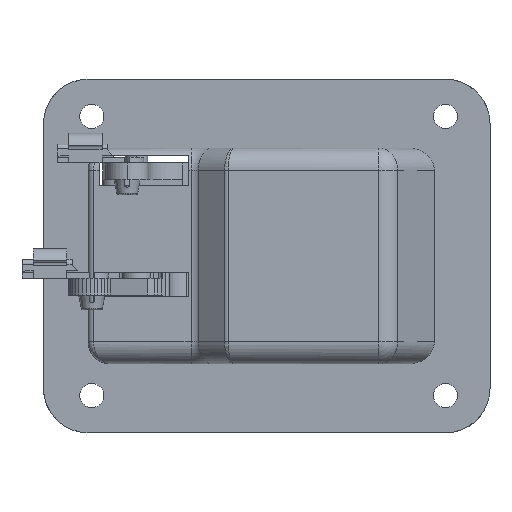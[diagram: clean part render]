
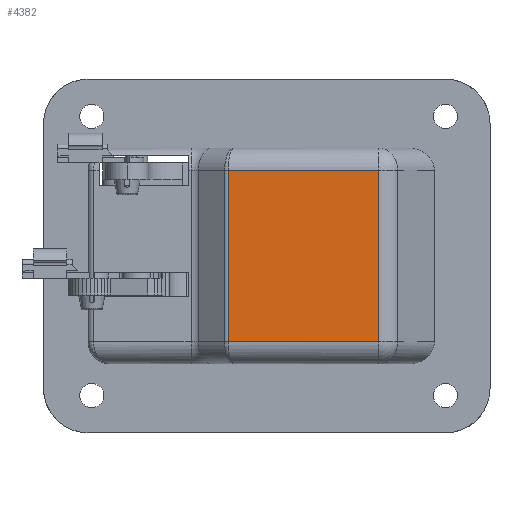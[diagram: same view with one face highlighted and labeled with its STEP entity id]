
A CAD part, front view. The second image highlights one B-rep face of the part: STEP entity #4382.
In plain terms, the highlighted planar face has unit normal (0, -1, 0).
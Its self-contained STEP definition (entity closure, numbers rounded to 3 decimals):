
#4321 = VERTEX_POINT ( 'NONE', #7023 ) ;
#4323 = EDGE_CURVE ( 'NONE', #4324, #4321, #7022, .T. ) ;
#4324 = VERTEX_POINT ( 'NONE', #7079 ) ;
#4327 = EDGE_LOOP ( 'NONE', ( #4383, #4384, #4387, #4390 ) ) ;
#4382 = ADVANCED_FACE ( 'NONE', ( #7699 ), #7698, .F. ) ;
#4383 = ORIENTED_EDGE ( 'NONE', *, *, #4323, .T. ) ;
#4384 = ORIENTED_EDGE ( 'NONE', *, *, #4385, .T. ) ;
#4385 = EDGE_CURVE ( 'NONE', #4321, #4386, #7693, .T. ) ;
#4386 = VERTEX_POINT ( 'NONE', #7689 ) ;
#4387 = ORIENTED_EDGE ( 'NONE', *, *, #4388, .F. ) ;
#4388 = EDGE_CURVE ( 'NONE', #4389, #4386, #7688, .T. ) ;
#4389 = VERTEX_POINT ( 'NONE', #7684 ) ;
#4390 = ORIENTED_EDGE ( 'NONE', *, *, #4391, .T. ) ;
#4391 = EDGE_CURVE ( 'NONE', #4389, #4324, #7683, .T. ) ;
#7021 = CARTESIAN_POINT ( 'NONE',  ( 24.636, -16., 47.5 ) ) ;
#7022 = LINE ( 'NONE', #7021, #7081 ) ;
#7023 = CARTESIAN_POINT ( 'NONE',  ( 24.636, -16., -23. ) ) ;
#7079 = CARTESIAN_POINT ( 'NONE',  ( 24.636, -16., 23. ) ) ;
#7080 = DIRECTION ( 'NONE',  ( 0., 0., -1. ) ) ;
#7081 = VECTOR ( 'NONE', #7080, 1000. ) ;
#7680 = DIRECTION ( 'NONE',  ( -1., 0., 0. ) ) ;
#7681 = VECTOR ( 'NONE', #7680, 1000. ) ;
#7682 = CARTESIAN_POINT ( 'NONE',  ( 24.636, -16., 23. ) ) ;
#7683 = LINE ( 'NONE', #7682, #7681 ) ;
#7684 = CARTESIAN_POINT ( 'NONE',  ( 64.989, -16., 23. ) ) ;
#7685 = DIRECTION ( 'NONE',  ( 0., 0., -1. ) ) ;
#7686 = VECTOR ( 'NONE', #7685, 1000. ) ;
#7687 = CARTESIAN_POINT ( 'NONE',  ( 64.989, -16., 47.5 ) ) ;
#7688 = LINE ( 'NONE', #7687, #7686 ) ;
#7689 = CARTESIAN_POINT ( 'NONE',  ( 64.989, -16., -23. ) ) ;
#7690 = DIRECTION ( 'NONE',  ( 1., 0., 0. ) ) ;
#7691 = VECTOR ( 'NONE', #7690, 1000. ) ;
#7692 = CARTESIAN_POINT ( 'NONE',  ( 64.989, -16., -23. ) ) ;
#7693 = LINE ( 'NONE', #7692, #7691 ) ;
#7694 = DIRECTION ( 'NONE',  ( 0., 0., 1. ) ) ;
#7695 = DIRECTION ( 'NONE',  ( 0., 1., 0. ) ) ;
#7696 = CARTESIAN_POINT ( 'NONE',  ( 24.636, -16., 47.5 ) ) ;
#7697 = AXIS2_PLACEMENT_3D ( 'NONE', #7696, #7695, #7694 ) ;
#7698 = PLANE ( 'NONE',  #7697 ) ;
#7699 = FACE_OUTER_BOUND ( 'NONE', #4327, .T. ) ;
